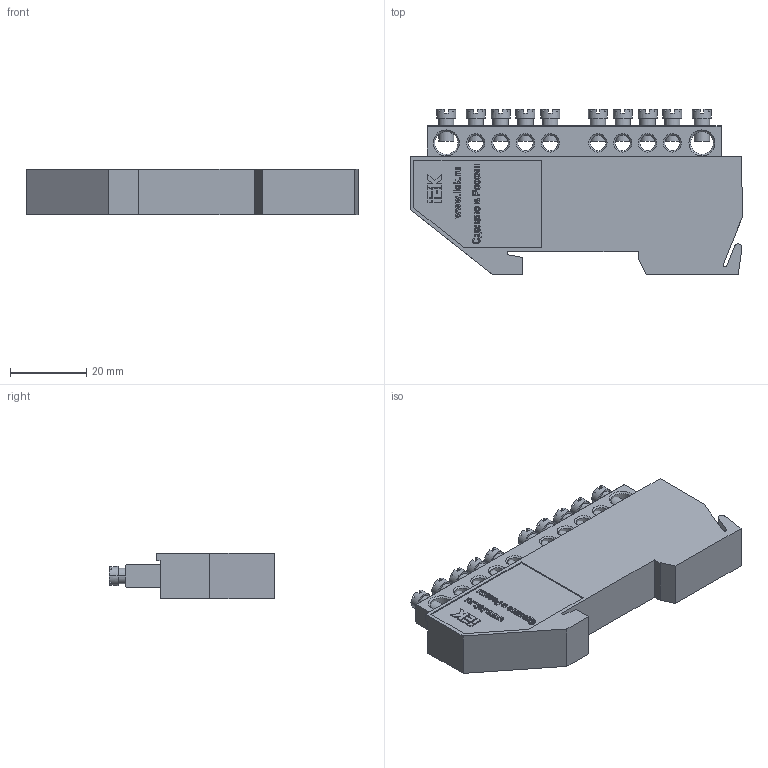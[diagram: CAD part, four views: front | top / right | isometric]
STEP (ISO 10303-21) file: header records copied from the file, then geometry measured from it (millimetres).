
FILE_DESCRIPTION (( 'STEP AP214' ), '1' );
FILE_NAME ('YNN10-69-10D-K05 Øèíà ÐÅ çåìëÿ íà DIN-èçîë ØÍÈ-6õ9-10-Ä-Æ ÈÝÊ.STEP', '2016-08-18T13:03:58', ( 'user' ), ( '' ), 'SwSTEP 2.0', 'SolidWorks 2014', '' );
FILE_SCHEMA (( 'AUTOMOTIVE_DESIGN' ));
Length unit declared in the file: millimetre
Products named in the file (4): Âèíò_Œ4; Øèíà ÂõÍ n-1_6å9 10-1; Èçîëÿòîð DIN æ¸ëòûé_€ƒˆ… 701.001.003; YNN10-69-10D-K05 Øèíà ÐÅ çåìëÿ íà DIN-èçîë ØÍÈ-6õ9-10-Ä-Æ ÈÝÊ
Assembly tree (12 placements, depth 2):
  YNN10-69-10D-K05 Øèíà ÐÅ çåìëÿ íà DIN-èçîë ØÍÈ-6õ9-10-Ä-Æ ÈÝÊ
    Èçîëÿòîð DIN æ¸ëòûé_€ƒˆ… 701.001.003
    Øèíà ÂõÍ n-1_6å9 10-1
    Âèíò_Œ4  x10
Bounding box: 87 x 43.3 x 12 mm (x, y, z)
Volume: 30545 mm3; surface area: 12405.1 mm2
Topology: 12 solids, 12 shells, 893 faces, 2393 edges, 1564 vertices
Faces by surface type: plane 586, cone 114, bspline 108, cylinder 85
Entity records: 26835 total; most frequent: CARTESIAN_POINT 9694, ORIENTED_EDGE 2784, DIRECTION 2192, EDGE_CURVE 1392, LINE 970, VECTOR 970, VERTEX_POINT 907, EDGE_LOOP 617
